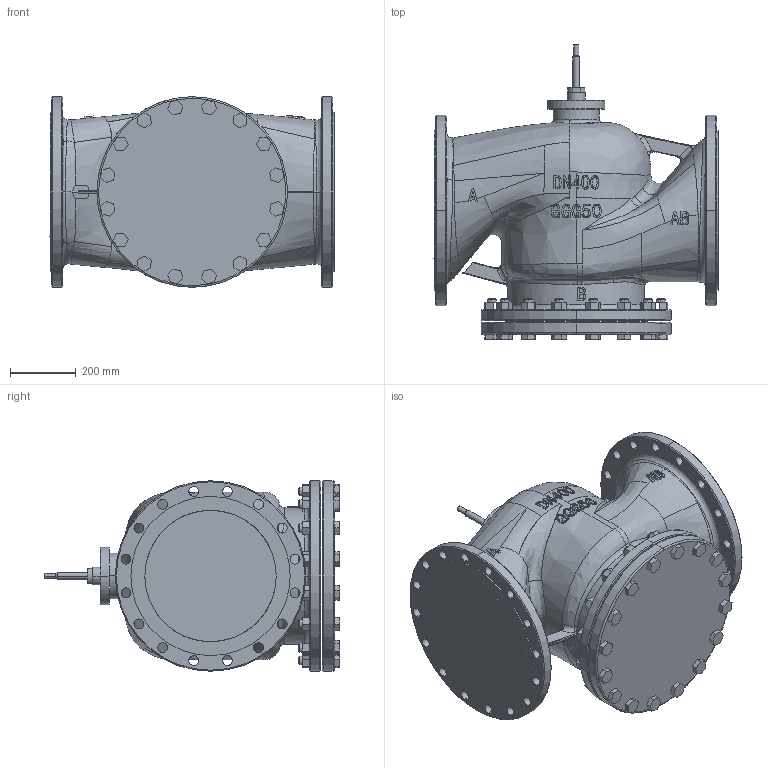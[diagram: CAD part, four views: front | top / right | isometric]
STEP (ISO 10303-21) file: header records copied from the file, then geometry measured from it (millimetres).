
FILE_DESCRIPTION (( 'STEP AP214' ), '1' );
FILE_NAME ('VFB&VFG72.400.16-DN400二通阀门整机(曲面).20241126+.STEP', '2024-11-29T12:38:10', ( 'User' ), ( 'china' ), 'SwSTEP 2.0', 'SolidWorks 2013', '' );
FILE_SCHEMA (( 'AUTOMOTIVE_DESIGN' ));
Length unit declared in the file: millimetre
Products named in the file (1): VFB&VFG72.400.16-DN400二通阀门整机(曲面).20241126+
Bounding box: 865.39 x 899 x 580 mm (x, y, z)
Surface area: 3701775.3 mm2 (no closed solid volume)
Topology: 0 solids, 46 shells, 712 faces, 2130 edges, 1468 vertices
Faces by surface type: plane 290, bspline 222, cylinder 144, cone 56
Entity records: 112909 total; most frequent: CARTESIAN_POINT 87757, ORIENTED_EDGE 3672, DIRECTION 2853, EDGE_CURVE 2128, VERTEX_POINT 1468, AXIS2_PLACEMENT_3D 975, VECTOR 903, LINE 903
